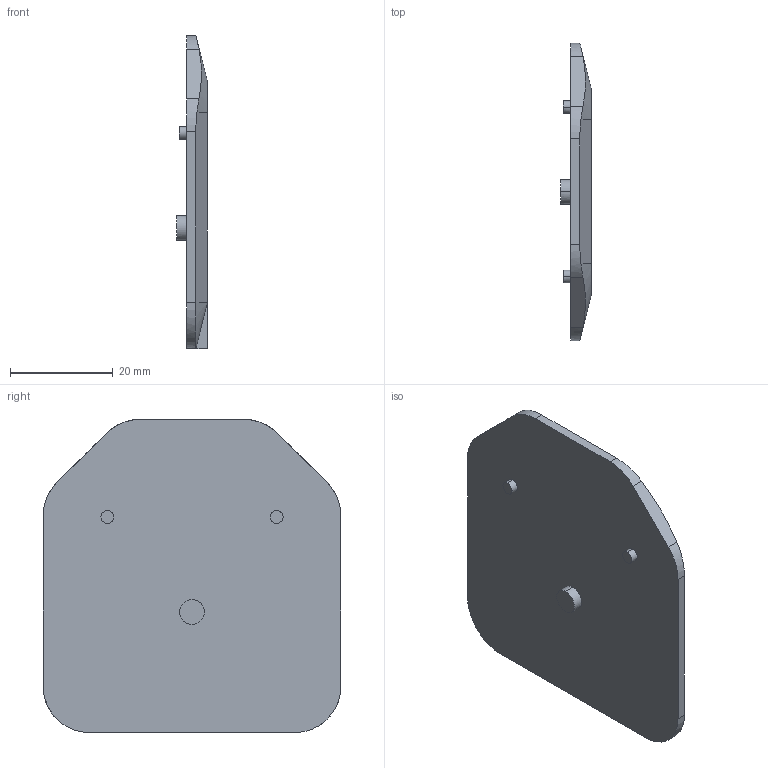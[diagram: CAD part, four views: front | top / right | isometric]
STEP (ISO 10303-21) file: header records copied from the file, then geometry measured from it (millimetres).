
FILE_DESCRIPTION(('CATIA V5R22 STEP214','CAx-IF Rec.Pracs.--- Model Styling and Organization---1.4--- 2014-01-23'),'2;1');
FILE_NAME ('D1445738_1', '2022-11-04T08:14:24+00:00', ('Weidmueller Interface'), ('Weidmueller'), 'CATIA Version 5-6 Release 2016 SP3 HF44', 'CATIA V5 STEP AP214', 'none');
FILE_SCHEMA(('AUTOMOTIVE_DESIGN { 1 0 10303 214 1 1 1 1 }'));
Length unit declared in the file: millimetre
Products named in the file (1): 0131700000
Bounding box: 6 x 58 x 61 mm (x, y, z)
Volume: 11783.5 mm3; surface area: 7145.3 mm2
Topology: 1 solids, 1 shells, 32 faces, 77 edges, 48 vertices
Faces by surface type: plane 16, cylinder 10, cone 4, bspline 2
Entity records: 1133 total; most frequent: CARTESIAN_POINT 427, ORIENTED_EDGE 150, DIRECTION 113, EDGE_CURVE 75, VERTEX_POINT 48, AXIS2_PLACEMENT_3D 43, VECTOR 41, LINE 41
